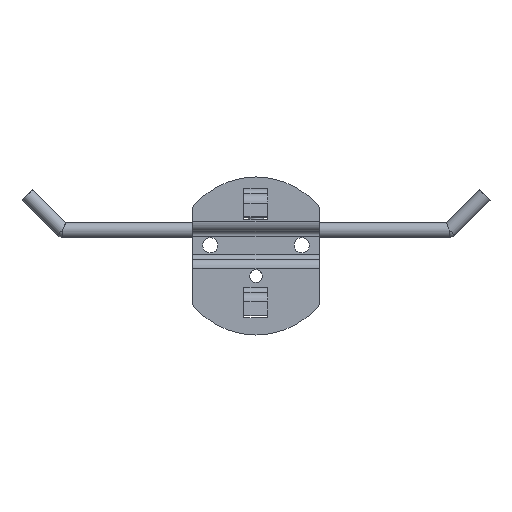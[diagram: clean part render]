
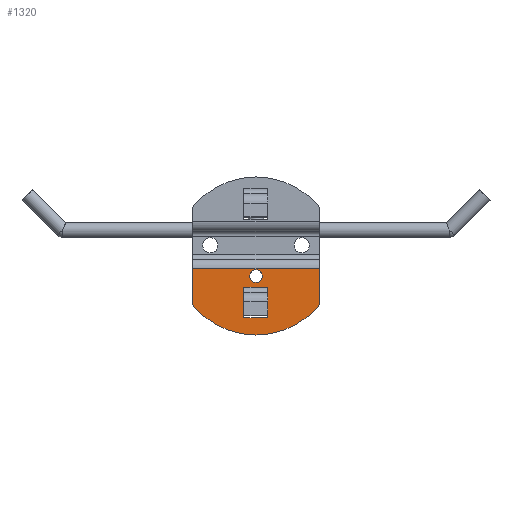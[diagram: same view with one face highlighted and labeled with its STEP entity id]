
A CAD part, front view. The second image highlights one B-rep face of the part: STEP entity #1320.
In plain terms, the highlighted planar face has unit normal (0, -1, 0).
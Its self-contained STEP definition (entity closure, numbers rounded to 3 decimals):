
#626=CARTESIAN_POINT('',(-27.6,0.,-18.711));
#627=VERTEX_POINT('',#626);
#628=CARTESIAN_POINT('',(-25.1,0.,-18.711));
#629=DIRECTION('',(0.0,1.0,0.0));
#630=DIRECTION('',(1.0,0.0,0.0));
#631=AXIS2_PLACEMENT_3D('',#628,#629,#630);
#632=CIRCLE('',#631,2.5);
#633=EDGE_CURVE('',#627,#627,#632,.T.);
#890=CARTESIAN_POINT('',(-20.532,0.,-26.651));
#891=VERTEX_POINT('',#890);
#909=CARTESIAN_POINT('',(-20.532,0.,-35.199));
#910=VERTEX_POINT('',#909);
#917=CARTESIAN_POINT('',(-20.532,0.,-26.651));
#918=DIRECTION('',(0.0,0.0,-1.0));
#919=VECTOR('',#918,8.548);
#920=LINE('',#917,#919);
#921=EDGE_CURVE('',#891,#910,#920,.T.);
#933=CARTESIAN_POINT('',(-29.932,0.,-26.651));
#934=VERTEX_POINT('',#933);
#942=CARTESIAN_POINT('',(-29.932,0.,-35.199));
#943=VERTEX_POINT('',#942);
#944=CARTESIAN_POINT('',(-29.932,0.,-35.199));
#945=DIRECTION('',(0.0,0.0,1.0));
#946=VECTOR('',#945,8.548);
#947=LINE('',#944,#946);
#948=EDGE_CURVE('',#943,#934,#947,.T.);
#980=CARTESIAN_POINT('',(-20.532,0.,-35.199));
#981=DIRECTION('',(-1.0,0.0,0.0));
#982=VECTOR('',#981,9.4);
#983=LINE('',#980,#982);
#984=EDGE_CURVE('',#910,#943,#983,.T.);
#994=CARTESIAN_POINT('',(-29.932,0.,-23.187));
#995=VERTEX_POINT('',#994);
#996=CARTESIAN_POINT('',(-29.932,0.,-23.187));
#997=DIRECTION('',(0.0,0.0,-1.0));
#998=VECTOR('',#997,3.464);
#999=LINE('',#996,#998);
#1000=EDGE_CURVE('',#995,#934,#999,.T.);
#1117=CARTESIAN_POINT('',(-20.532,0.,-23.187));
#1118=VERTEX_POINT('',#1117);
#1119=CARTESIAN_POINT('',(-20.532,0.,-26.651));
#1120=DIRECTION('',(0.0,0.0,1.0));
#1121=VECTOR('',#1120,3.464);
#1122=LINE('',#1119,#1121);
#1123=EDGE_CURVE('',#891,#1118,#1122,.T.);
#1173=CARTESIAN_POINT('',(-29.932,0.,-23.187));
#1174=DIRECTION('',(1.0,0.0,0.0));
#1175=VECTOR('',#1174,9.4);
#1176=LINE('',#1173,#1175);
#1177=EDGE_CURVE('',#995,#1118,#1176,.T.);
#1251=CARTESIAN_POINT('',(-25.1,0.,-27.152));
#1252=DIRECTION('',(0.0,-1.0,0.0));
#1253=DIRECTION('',(1.0,0.0,0.0));
#1254=AXIS2_PLACEMENT_3D('',#1251,#1252,#1253);
#1255=PLANE('',#1254);
#1256=CARTESIAN_POINT('',(-49.727,0.,-30.583));
#1257=VERTEX_POINT('',#1256);
#1258=CARTESIAN_POINT('',(-50.2,0.,-29.292));
#1259=VERTEX_POINT('',#1258);
#1260=CARTESIAN_POINT('',(-48.2,0.,-29.292));
#1261=DIRECTION('',(0.,1.0,0.));
#1262=DIRECTION('',(-0.939,0.,-0.344));
#1263=AXIS2_PLACEMENT_3D('',#1260,#1261,#1262);
#1264=CIRCLE('',#1263,2.0);
#1265=EDGE_CURVE('',#1257,#1259,#1264,.T.);
#1266=ORIENTED_EDGE('',*,*,#1265,.F.);
#1267=CARTESIAN_POINT('',(-0.473,0.,-30.583));
#1268=VERTEX_POINT('',#1267);
#1269=CARTESIAN_POINT('',(-25.1,0.,-9.76));
#1270=DIRECTION('',(0.,-1.0,0.));
#1271=DIRECTION('',(0.778,0.,-0.628));
#1272=AXIS2_PLACEMENT_3D('',#1269,#1270,#1271);
#1273=CIRCLE('',#1272,32.25);
#1274=EDGE_CURVE('',#1257,#1268,#1273,.T.);
#1275=ORIENTED_EDGE('',*,*,#1274,.T.);
#1276=CARTESIAN_POINT('',(0.,0.,-29.292));
#1277=VERTEX_POINT('',#1276);
#1278=CARTESIAN_POINT('',(-2.,0.,-29.292));
#1279=DIRECTION('',(0.,1.0,0.));
#1280=DIRECTION('',(0.939,0.,-0.344));
#1281=AXIS2_PLACEMENT_3D('',#1278,#1279,#1280);
#1282=CIRCLE('',#1281,2.0);
#1283=EDGE_CURVE('',#1277,#1268,#1282,.T.);
#1284=ORIENTED_EDGE('',*,*,#1283,.F.);
#1285=CARTESIAN_POINT('',(0.,0.,-15.811));
#1286=VERTEX_POINT('',#1285);
#1287=CARTESIAN_POINT('',(0.,0.,-15.811));
#1288=DIRECTION('',(0.0,0.0,-1.0));
#1289=VECTOR('',#1288,13.481);
#1290=LINE('',#1287,#1289);
#1291=EDGE_CURVE('',#1286,#1277,#1290,.T.);
#1292=ORIENTED_EDGE('',*,*,#1291,.F.);
#1293=CARTESIAN_POINT('',(-50.2,0.,-15.811));
#1294=VERTEX_POINT('',#1293);
#1295=CARTESIAN_POINT('',(0.0,0.,-15.811));
#1296=DIRECTION('',(-1.0,0.0,0.0));
#1297=VECTOR('',#1296,50.2);
#1298=LINE('',#1295,#1297);
#1299=EDGE_CURVE('',#1286,#1294,#1298,.T.);
#1300=ORIENTED_EDGE('',*,*,#1299,.T.);
#1301=CARTESIAN_POINT('',(-50.2,0.,-29.292));
#1302=DIRECTION('',(0.0,0.0,1.0));
#1303=VECTOR('',#1302,13.481);
#1304=LINE('',#1301,#1303);
#1305=EDGE_CURVE('',#1259,#1294,#1304,.T.);
#1306=ORIENTED_EDGE('',*,*,#1305,.F.);
#1307=EDGE_LOOP('',(#1266,#1275,#1284,#1292,#1300,#1306));
#1308=FACE_OUTER_BOUND('',#1307,.T.);
#1309=ORIENTED_EDGE('',*,*,#633,.T.);
#1310=EDGE_LOOP('',(#1309));
#1311=FACE_BOUND('',#1310,.T.);
#1312=ORIENTED_EDGE('',*,*,#984,.T.);
#1313=ORIENTED_EDGE('',*,*,#948,.T.);
#1314=ORIENTED_EDGE('',*,*,#1000,.F.);
#1315=ORIENTED_EDGE('',*,*,#1177,.T.);
#1316=ORIENTED_EDGE('',*,*,#1123,.F.);
#1317=ORIENTED_EDGE('',*,*,#921,.T.);
#1318=EDGE_LOOP('',(#1312,#1313,#1314,#1315,#1316,#1317));
#1319=FACE_BOUND('',#1318,.T.);
#1320=ADVANCED_FACE('',(#1308,#1311,#1319),#1255,.T.);
